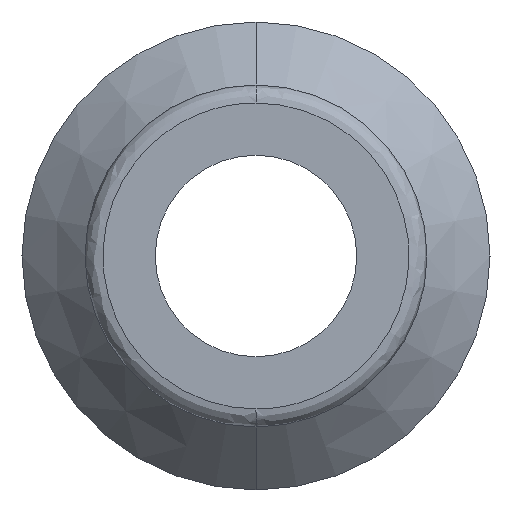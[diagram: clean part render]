
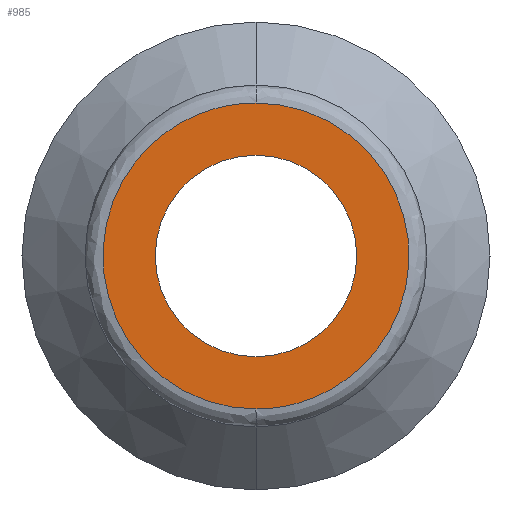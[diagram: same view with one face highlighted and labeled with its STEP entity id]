
A CAD part, front view. The second image highlights one B-rep face of the part: STEP entity #985.
In plain terms, the highlighted planar face has unit normal (0, -1, 0).
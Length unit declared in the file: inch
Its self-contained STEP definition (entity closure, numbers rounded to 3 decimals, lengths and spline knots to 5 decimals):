
#25 = VERTEX_POINT ( 'NONE', #903 ) ;
#190 = CIRCLE ( 'NONE', #1397, 0.11024 ) ;
#208 = ORIENTED_EDGE ( 'NONE', *, *, #1091, .T. ) ;
#314 = CARTESIAN_POINT ( 'NONE',  ( 0.33465, 0., 0.16732 ) ) ;
#343 =( BOUNDED_CURVE ( )  B_SPLINE_CURVE ( 3, ( #883, #1232, #752, #744 ),
 .UNSPECIFIED., .F., .F. ) 
 B_SPLINE_CURVE_WITH_KNOTS ( ( 4, 4 ),
 ( 0.25, 0.75 ),
 .UNSPECIFIED. ) 
 CURVE ( )  GEOMETRIC_REPRESENTATION_ITEM ( )  RATIONAL_B_SPLINE_CURVE ( ( 1., 0.333, 0.333, 1. ) ) 
 REPRESENTATION_ITEM ( '' )  );
#411 = DIRECTION ( 'NONE',  ( 0., 0., -1. ) ) ;
#412 = CARTESIAN_POINT ( 'NONE',  ( 0., 0., 0.16732 ) ) ;
#416 = DIRECTION ( 'NONE',  ( 0., -1., 0. ) ) ;
#433 = CARTESIAN_POINT ( 'NONE',  ( 0., 0., 0.11024 ) ) ;
#440 = CARTESIAN_POINT ( 'NONE',  ( 0.08366, 0., 0. ) ) ;
#495 = EDGE_CURVE ( 'NONE', #1177, #512, #190, .T. ) ;
#512 = VERTEX_POINT ( 'NONE', #1314 ) ;
#513 = ORIENTED_EDGE ( 'NONE', *, *, #929, .F. ) ;
#541 = CARTESIAN_POINT ( 'NONE',  ( 0., 0., -0.16732 ) ) ;
#586 = CARTESIAN_POINT ( 'NONE',  ( 0.33465, 0., -0.16732 ) ) ;
#604 = PLANE ( 'NONE',  #1578 ) ;
#722 = EDGE_LOOP ( 'NONE', ( #208, #1492 ) ) ;
#744 = CARTESIAN_POINT ( 'NONE',  ( 0., 0., 0.16732 ) ) ;
#752 = CARTESIAN_POINT ( 'NONE',  ( -0.33465, 0., 0.16732 ) ) ;
#807 = DIRECTION ( 'NONE',  ( 0., 0., -1. ) ) ;
#883 = CARTESIAN_POINT ( 'NONE',  ( 0., 0., -0.16732 ) ) ;
#903 = CARTESIAN_POINT ( 'NONE',  ( 0., 0., 0.16732 ) ) ;
#907 = DIRECTION ( 'NONE',  ( 0., 1., 0. ) ) ;
#915 = CARTESIAN_POINT ( 'NONE',  ( 0., 0., 0. ) ) ;
#929 = EDGE_CURVE ( 'NONE', #1131, #25, #343, .T. ) ;
#979 = CIRCLE ( 'NONE', #1595, 0.11024 ) ;
#985 = ADVANCED_FACE ( 'NONE', ( #1434, #1536 ), #604, .T. ) ;
#1091 = EDGE_CURVE ( 'NONE', #512, #1177, #979, .T. ) ;
#1099 = CARTESIAN_POINT ( 'NONE',  ( 0., 0., -0.16732 ) ) ;
#1131 = VERTEX_POINT ( 'NONE', #1099 ) ;
#1177 = VERTEX_POINT ( 'NONE', #433 ) ;
#1210 = EDGE_CURVE ( 'NONE', #25, #1131, #1262, .T. ) ;
#1232 = CARTESIAN_POINT ( 'NONE',  ( -0.33465, 0., -0.16732 ) ) ;
#1262 =( BOUNDED_CURVE ( )  B_SPLINE_CURVE ( 3, ( #412, #314, #586, #541 ),
 .UNSPECIFIED., .F., .T. ) 
 B_SPLINE_CURVE_WITH_KNOTS ( ( 4, 4 ),
 ( 0.75, 1.25 ),
 .UNSPECIFIED. ) 
 CURVE ( )  GEOMETRIC_REPRESENTATION_ITEM ( )  RATIONAL_B_SPLINE_CURVE ( ( 1., 0.333, 0.333, 1. ) ) 
 REPRESENTATION_ITEM ( '' )  );
#1314 = CARTESIAN_POINT ( 'NONE',  ( 0., 0., -0.11024 ) ) ;
#1329 = DIRECTION ( 'NONE',  ( 0., 0., -1. ) ) ;
#1341 = DIRECTION ( 'NONE',  ( 0., 1., 0. ) ) ;
#1347 = CARTESIAN_POINT ( 'NONE',  ( 0., 0., 0. ) ) ;
#1397 = AXIS2_PLACEMENT_3D ( 'NONE', #1347, #1341, #1329 ) ;
#1434 = FACE_BOUND ( 'NONE', #722, .T. ) ;
#1471 = ORIENTED_EDGE ( 'NONE', *, *, #1210, .F. ) ;
#1492 = ORIENTED_EDGE ( 'NONE', *, *, #495, .T. ) ;
#1536 = FACE_OUTER_BOUND ( 'NONE', #1582, .T. ) ;
#1578 = AXIS2_PLACEMENT_3D ( 'NONE', #440, #416, #411 ) ;
#1582 = EDGE_LOOP ( 'NONE', ( #513, #1471 ) ) ;
#1595 = AXIS2_PLACEMENT_3D ( 'NONE', #915, #907, #807 ) ;
